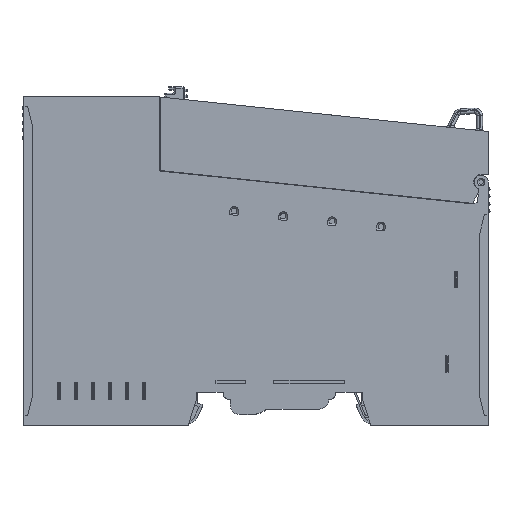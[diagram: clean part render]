
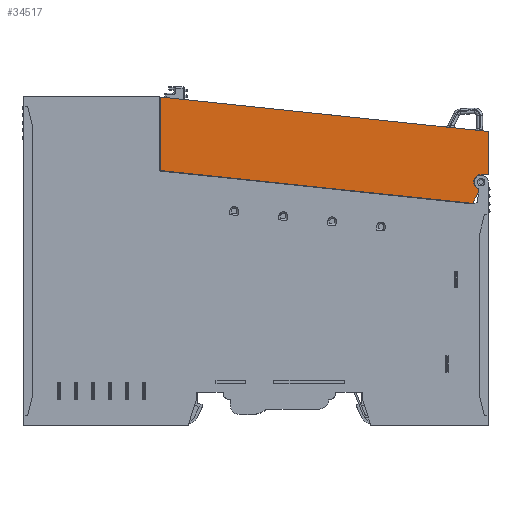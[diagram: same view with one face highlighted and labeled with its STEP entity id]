
A CAD part, top view. The second image highlights one B-rep face of the part: STEP entity #34517.
In plain terms, the highlighted planar face has unit normal (0, 0, 1).
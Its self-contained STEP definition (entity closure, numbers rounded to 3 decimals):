
#28889=DIRECTION('',(-1.,0.,0.));
#28890=VECTOR('',#28889,1.5);
#28891=CARTESIAN_POINT('',(49.5,53.456,12.));
#28892=LINE('',#28891,#28890);
#28893=CARTESIAN_POINT('',(48.,51.856,12.));
#28894=DIRECTION('',(0.,0.,1.));
#28895=DIRECTION('',(0.,1.,0.));
#28896=AXIS2_PLACEMENT_3D('',#28893,#28894,#28895);
#28898=DIRECTION('',(-0.105,-0.995,0.));
#28899=VECTOR('',#28898,0.951);
#28900=CARTESIAN_POINT('',(47.423,50.364,12.));
#28901=LINE('',#28900,#28899);
#28902=DIRECTION('',(0.995,-0.105,0.));
#28903=VECTOR('',#28902,66.911);
#28904=CARTESIAN_POINT('',(-20.4,54.304,12.));
#28905=LINE('',#28904,#28903);
#28906=DIRECTION('',(0.,1.,0.));
#28907=VECTOR('',#28906,15.686);
#28908=CARTESIAN_POINT('',(-20.4,54.304,12.));
#28909=LINE('',#28908,#28907);
#28910=DIRECTION('',(0.995,-0.105,0.));
#28911=VECTOR('',#28910,70.285);
#28912=CARTESIAN_POINT('',(-20.4,69.989,12.));
#28913=LINE('',#28912,#28911);
#28914=DIRECTION('',(0.,1.,0.));
#28915=VECTOR('',#28914,9.186);
#28916=CARTESIAN_POINT('',(49.5,53.456,12.));
#28917=LINE('',#28916,#28915);
#28942=DIRECTION('',(0.488,0.873,0.));
#28943=VECTOR('',#28942,2.416);
#28944=CARTESIAN_POINT('',(46.145,47.309,12.));
#28945=LINE('',#28944,#28943);
#29501=CARTESIAN_POINT('',(49.5,62.643,12.));
#29503=VERTEX_POINT('',#29501);
#29505=CARTESIAN_POINT('',(-20.4,69.989,12.));
#29507=VERTEX_POINT('',#29505);
#29512=CARTESIAN_POINT('',(47.423,50.364,12.));
#29513=CARTESIAN_POINT('',(47.323,49.418,12.));
#29514=VERTEX_POINT('',#29512);
#29515=VERTEX_POINT('',#29513);
#29534=CARTESIAN_POINT('',(-20.4,54.304,12.));
#29535=CARTESIAN_POINT('',(46.145,47.309,12.));
#29536=VERTEX_POINT('',#29534);
#29537=VERTEX_POINT('',#29535);
#29546=CARTESIAN_POINT('',(49.5,53.456,12.));
#29547=CARTESIAN_POINT('',(48.,53.456,12.));
#29548=VERTEX_POINT('',#29546);
#29549=VERTEX_POINT('',#29547);
#34497=CARTESIAN_POINT('',(0.,0.,12.));
#34498=DIRECTION('',(0.,0.,1.));
#34499=DIRECTION('',(1.,0.,0.));
#34500=AXIS2_PLACEMENT_3D('',#34497,#34498,#34499);
#34501=PLANE('',#34500);
#34503=ORIENTED_EDGE('',*,*,#34502,.T.);
#34505=ORIENTED_EDGE('',*,*,#34504,.T.);
#34507=ORIENTED_EDGE('',*,*,#34506,.T.);
#34509=ORIENTED_EDGE('',*,*,#34508,.F.);
#34510=ORIENTED_EDGE('',*,*,#34400,.F.);
#34511=ORIENTED_EDGE('',*,*,#34492,.T.);
#34512=ORIENTED_EDGE('',*,*,#30893,.T.);
#34514=ORIENTED_EDGE('',*,*,#34513,.F.);
#34515=EDGE_LOOP('',(#34503,#34505,#34507,#34509,#34510,#34511,#34512,#34514));
#34516=FACE_OUTER_BOUND('',#34515,.F.);
#34517=ADVANCED_FACE('',(#34516),#34501,.T.);
#28897=CIRCLE('',#28896,1.6);
#30893=EDGE_CURVE('',#29507,#29503,#28913,.T.);
#34400=EDGE_CURVE('',#29536,#29537,#28905,.T.);
#34492=EDGE_CURVE('',#29536,#29507,#28909,.T.);
#34502=EDGE_CURVE('',#29548,#29549,#28892,.T.);
#34504=EDGE_CURVE('',#29549,#29514,#28897,.T.);
#34506=EDGE_CURVE('',#29514,#29515,#28901,.T.);
#34508=EDGE_CURVE('',#29537,#29515,#28945,.T.);
#34513=EDGE_CURVE('',#29548,#29503,#28917,.T.);
